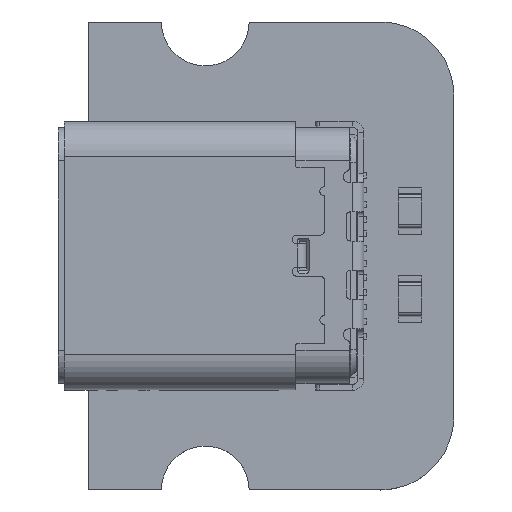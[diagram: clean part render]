
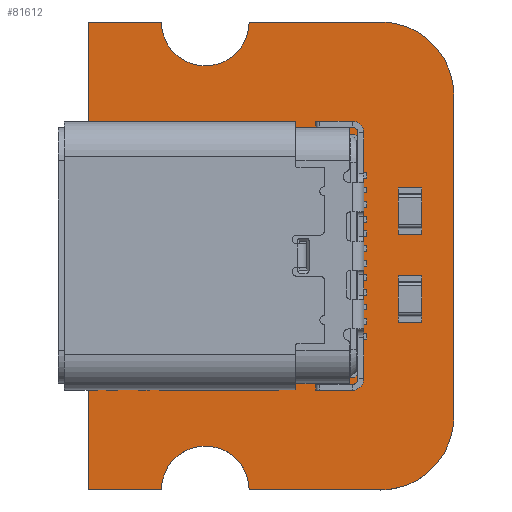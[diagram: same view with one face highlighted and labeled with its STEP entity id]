
A CAD part, top view. The second image highlights one B-rep face of the part: STEP entity #81612.
In plain terms, the highlighted planar face has unit normal (0, 0, 1).
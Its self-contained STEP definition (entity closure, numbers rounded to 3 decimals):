
#4969=CIRCLE('',#85973,1.5);
#4971=CIRCLE('',#85976,1.5);
#4973=CIRCLE('',#85980,2.5);
#4975=CIRCLE('',#85984,2.5);
#4977=CIRCLE('',#85988,1.5);
#4979=CIRCLE('',#85991,1.5);
#7452=FACE_OUTER_BOUND('',#11690,.T.);
#11690=EDGE_LOOP('',(#54727,#54728,#54729,#54730,#54731,#54732,#54733,#54734,
#54735,#54736,#54737,#54738));
#16165=LINE('',#114043,#25659);
#16170=LINE('',#114061,#25664);
#16174=LINE('',#114073,#25668);
#16178=LINE('',#114085,#25672);
#16183=LINE('',#114103,#25677);
#16186=LINE('',#114108,#25680);
#25659=VECTOR('',#92167,1.);
#25664=VECTOR('',#92186,1.);
#25668=VECTOR('',#92198,1.);
#25672=VECTOR('',#92210,1.);
#25677=VECTOR('',#92229,1.);
#25680=VECTOR('',#92234,1.);
#35153=VERTEX_POINT('',#114040);
#35154=VERTEX_POINT('',#114042);
#35156=VERTEX_POINT('',#114048);
#35158=VERTEX_POINT('',#114054);
#35160=VERTEX_POINT('',#114060);
#35162=VERTEX_POINT('',#114066);
#35164=VERTEX_POINT('',#114072);
#35166=VERTEX_POINT('',#114078);
#35168=VERTEX_POINT('',#114084);
#35170=VERTEX_POINT('',#114090);
#35172=VERTEX_POINT('',#114096);
#35174=VERTEX_POINT('',#114102);
#42791=EDGE_CURVE('',#35153,#35154,#16165,.T.);
#42794=EDGE_CURVE('',#35154,#35156,#4969,.T.);
#42797=EDGE_CURVE('',#35156,#35158,#4971,.T.);
#42800=EDGE_CURVE('',#35158,#35160,#16170,.T.);
#42803=EDGE_CURVE('',#35160,#35162,#4973,.T.);
#42806=EDGE_CURVE('',#35162,#35164,#16174,.T.);
#42809=EDGE_CURVE('',#35164,#35166,#4975,.T.);
#42812=EDGE_CURVE('',#35166,#35168,#16178,.T.);
#42815=EDGE_CURVE('',#35168,#35170,#4977,.T.);
#42818=EDGE_CURVE('',#35170,#35172,#4979,.T.);
#42821=EDGE_CURVE('',#35172,#35174,#16183,.T.);
#42824=EDGE_CURVE('',#35174,#35153,#16186,.T.);
#54727=ORIENTED_EDGE('',*,*,#42791,.F.);
#54728=ORIENTED_EDGE('',*,*,#42824,.F.);
#54729=ORIENTED_EDGE('',*,*,#42821,.F.);
#54730=ORIENTED_EDGE('',*,*,#42818,.F.);
#54731=ORIENTED_EDGE('',*,*,#42815,.F.);
#54732=ORIENTED_EDGE('',*,*,#42812,.F.);
#54733=ORIENTED_EDGE('',*,*,#42809,.F.);
#54734=ORIENTED_EDGE('',*,*,#42806,.F.);
#54735=ORIENTED_EDGE('',*,*,#42803,.F.);
#54736=ORIENTED_EDGE('',*,*,#42800,.F.);
#54737=ORIENTED_EDGE('',*,*,#42797,.F.);
#54738=ORIENTED_EDGE('',*,*,#42794,.F.);
#78428=PLANE('',#85996);
#81612=ADVANCED_FACE('',(#7452),#78428,.T.);
#85973=AXIS2_PLACEMENT_3D('',#114049,#92172,#92173);
#85976=AXIS2_PLACEMENT_3D('',#114055,#92179,#92180);
#85980=AXIS2_PLACEMENT_3D('',#114067,#92191,#92192);
#85984=AXIS2_PLACEMENT_3D('',#114079,#92203,#92204);
#85988=AXIS2_PLACEMENT_3D('',#114091,#92215,#92216);
#85991=AXIS2_PLACEMENT_3D('',#114097,#92222,#92223);
#85996=AXIS2_PLACEMENT_3D('',#114111,#92238,#92239);
#92167=DIRECTION('',(1.,0.,0.));
#92172=DIRECTION('center_axis',(0.,0.,1.));
#92173=DIRECTION('ref_axis',(-1.,0.,0.));
#92179=DIRECTION('center_axis',(0.,0.,1.));
#92180=DIRECTION('ref_axis',(0.,-1.,0.));
#92186=DIRECTION('',(1.,0.,0.));
#92191=DIRECTION('center_axis',(0.,0.,-1.));
#92192=DIRECTION('ref_axis',(0.,1.,0.));
#92198=DIRECTION('',(0.,-1.,0.));
#92203=DIRECTION('center_axis',(0.,0.,-1.));
#92204=DIRECTION('ref_axis',(1.,0.,0.));
#92210=DIRECTION('',(-1.,0.,0.));
#92215=DIRECTION('center_axis',(0.,0.,1.));
#92216=DIRECTION('ref_axis',(1.,0.,0.));
#92222=DIRECTION('center_axis',(0.,0.,1.));
#92223=DIRECTION('ref_axis',(0.,1.,0.));
#92229=DIRECTION('',(-1.,0.,0.));
#92234=DIRECTION('',(0.,1.,0.));
#92238=DIRECTION('center_axis',(0.,0.,1.));
#92239=DIRECTION('ref_axis',(1.,0.,0.));
#114040=CARTESIAN_POINT('',(0.,0.,1.591));
#114042=CARTESIAN_POINT('',(2.5,0.,1.591));
#114043=CARTESIAN_POINT('',(0.,0.,1.591));
#114048=CARTESIAN_POINT('',(4.,-1.5,1.591));
#114049=CARTESIAN_POINT('Origin',(4.,0.,1.591));
#114054=CARTESIAN_POINT('',(5.5,0.,1.591));
#114055=CARTESIAN_POINT('Origin',(4.,0.,1.591));
#114060=CARTESIAN_POINT('',(10.,0.,1.591));
#114061=CARTESIAN_POINT('',(5.5,0.,1.591));
#114066=CARTESIAN_POINT('',(12.5,-2.5,1.591));
#114067=CARTESIAN_POINT('Origin',(10.,-2.5,1.591));
#114072=CARTESIAN_POINT('',(12.5,-13.5,1.591));
#114073=CARTESIAN_POINT('',(12.5,-2.5,1.591));
#114078=CARTESIAN_POINT('',(10.,-16.,1.591));
#114079=CARTESIAN_POINT('Origin',(10.,-13.5,1.591));
#114084=CARTESIAN_POINT('',(5.5,-16.,1.591));
#114085=CARTESIAN_POINT('',(10.,-16.,1.591));
#114090=CARTESIAN_POINT('',(4.,-14.5,1.591));
#114091=CARTESIAN_POINT('Origin',(4.,-16.,1.591));
#114096=CARTESIAN_POINT('',(2.5,-16.,1.591));
#114097=CARTESIAN_POINT('Origin',(4.,-16.,1.591));
#114102=CARTESIAN_POINT('',(0.,-16.,1.591));
#114103=CARTESIAN_POINT('',(2.5,-16.,1.591));
#114108=CARTESIAN_POINT('',(0.,-16.,1.591));
#114111=CARTESIAN_POINT('Origin',(0.,0.,1.591));
